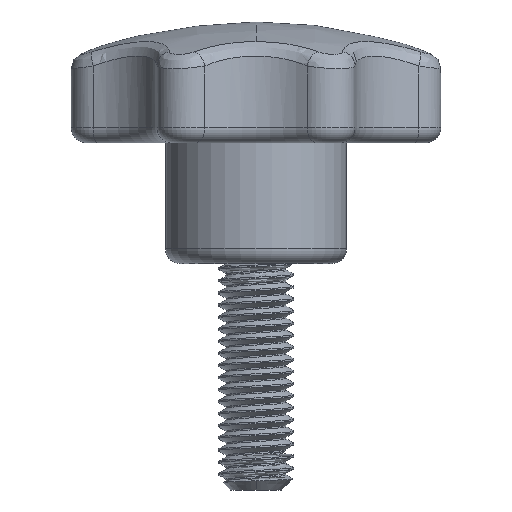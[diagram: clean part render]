
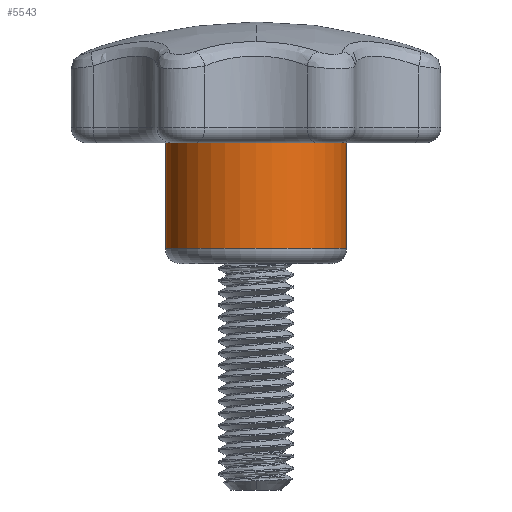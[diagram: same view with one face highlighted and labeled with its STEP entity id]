
A CAD part, front view. The second image highlights one B-rep face of the part: STEP entity #5543.
In plain terms, the highlighted cylindrical face has radius 6 mm (diameter 12 mm), a partial arc.
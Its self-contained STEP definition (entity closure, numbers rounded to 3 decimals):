
#269 = DIRECTION ( 'NONE',  ( 0., 0., 1. ) ) ;
#340 = CARTESIAN_POINT ( 'NONE',  ( 6., 0., 15.5 ) ) ;
#780 = DIRECTION ( 'NONE',  ( -1., 0., 0. ) ) ;
#923 = EDGE_LOOP ( 'NONE', ( #5234, #1826, #4907, #1595 ) ) ;
#1073 = CARTESIAN_POINT ( 'NONE',  ( -6., 0., 8.5 ) ) ;
#1424 = AXIS2_PLACEMENT_3D ( 'NONE', #2842, #2293, #4135 ) ;
#1595 = ORIENTED_EDGE ( 'NONE', *, *, #3064, .T. ) ;
#1728 = CARTESIAN_POINT ( 'NONE',  ( 0., 0., -7.5 ) ) ;
#1826 = ORIENTED_EDGE ( 'NONE', *, *, #7574, .T. ) ;
#2000 = VERTEX_POINT ( 'NONE', #7062 ) ;
#2103 = LINE ( 'NONE', #7381, #6340 ) ;
#2107 = EDGE_CURVE ( 'NONE', #5389, #2000, #2931, .T. ) ;
#2271 = DIRECTION ( 'NONE',  ( -1., 0., 0. ) ) ;
#2293 = DIRECTION ( 'NONE',  ( 0., 0., -1. ) ) ;
#2303 = EDGE_CURVE ( 'NONE', #3668, #4603, #2103, .T. ) ;
#2842 = CARTESIAN_POINT ( 'NONE',  ( 0., 0., 15.5 ) ) ;
#2931 = LINE ( 'NONE', #6438, #7442 ) ;
#3064 = EDGE_CURVE ( 'NONE', #4603, #2000, #3308, .T. ) ;
#3308 = CIRCLE ( 'NONE', #5800, 6. ) ;
#3578 = CARTESIAN_POINT ( 'NONE',  ( -6., 0., 15.5 ) ) ;
#3668 = VERTEX_POINT ( 'NONE', #3578 ) ;
#3879 = DIRECTION ( 'NONE',  ( 0., 0., -1. ) ) ;
#4135 = DIRECTION ( 'NONE',  ( -1., 0., 0. ) ) ;
#4603 = VERTEX_POINT ( 'NONE', #1073 ) ;
#4907 = ORIENTED_EDGE ( 'NONE', *, *, #2303, .T. ) ;
#5140 = AXIS2_PLACEMENT_3D ( 'NONE', #1728, #6479, #2271 ) ;
#5203 = CIRCLE ( 'NONE', #1424, 6. ) ;
#5234 = ORIENTED_EDGE ( 'NONE', *, *, #2107, .F. ) ;
#5389 = VERTEX_POINT ( 'NONE', #340 ) ;
#5543 = ADVANCED_FACE ( 'NONE', ( #5775 ), #7230, .T. ) ;
#5775 = FACE_OUTER_BOUND ( 'NONE', #923, .T. ) ;
#5800 = AXIS2_PLACEMENT_3D ( 'NONE', #6111, #269, #780 ) ;
#5888 = DIRECTION ( 'NONE',  ( 0., 0., -1. ) ) ;
#6111 = CARTESIAN_POINT ( 'NONE',  ( 0., 0., 8.5 ) ) ;
#6340 = VECTOR ( 'NONE', #3879, 1000. ) ;
#6438 = CARTESIAN_POINT ( 'NONE',  ( 6., 0., -7.5 ) ) ;
#6479 = DIRECTION ( 'NONE',  ( 0., 0., -1. ) ) ;
#7062 = CARTESIAN_POINT ( 'NONE',  ( 6., 0., 8.5 ) ) ;
#7230 = CYLINDRICAL_SURFACE ( 'NONE', #5140, 6. ) ;
#7381 = CARTESIAN_POINT ( 'NONE',  ( -6., 0., -7.5 ) ) ;
#7442 = VECTOR ( 'NONE', #5888, 1000. ) ;
#7574 = EDGE_CURVE ( 'NONE', #5389, #3668, #5203, .T. ) ;
